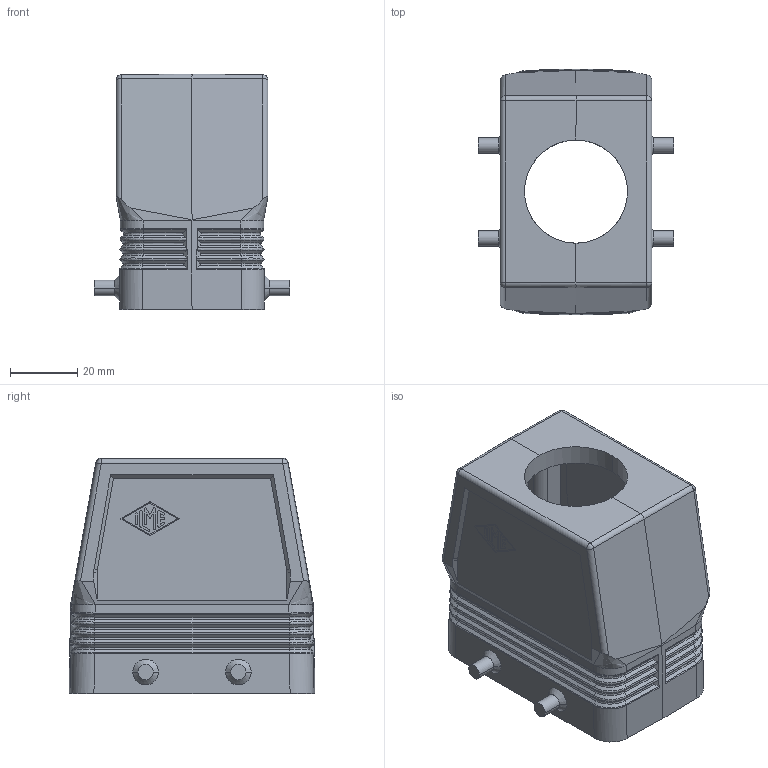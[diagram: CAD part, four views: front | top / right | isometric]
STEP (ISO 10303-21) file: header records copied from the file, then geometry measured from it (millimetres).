
FILE_DESCRIPTION(('Creo Elements/Direct Modeling STEP Export'),'2;1');
FILE_NAME('0ln7tug4dn532303184','2017-11-14T10:12:16',(''),(''),'PTC Creo Elements/Direct Modeling STEP processor for AP214 (Solid Model)','PTC Creo Elements/Direct Modeling 19.0E 27-Jun-2016 (C) Parametric Technology GmbH','');
FILE_SCHEMA(('AUTOMOTIVE_DESIGN { 1 0 10303 214 1 1 1 1 }'));
Products named in the file (2): MFV_10.32
Assembly tree (1 placements, depth 2):
  MFV_10.32
    MFV_10.32
Bounding box: 58 x 72.99 x 70 mm (x, y, z)
Volume: 66470 mm3; surface area: 32960.7 mm2
Topology: 1 solids, 1 shells, 351 faces, 878 edges, 538 vertices
Faces by surface type: plane 138, bspline 102, cylinder 71, extrusion 28, cone 8, sphere 4
Entity records: 38330 total; most frequent: CARTESIAN_POINT 28289, ORIENTED_EDGE 1748, DIRECTION 1109, EDGE_CURVE 874, VERTEX_POINT 538, VECTOR 489, LINE 461, EDGE_LOOP 366
